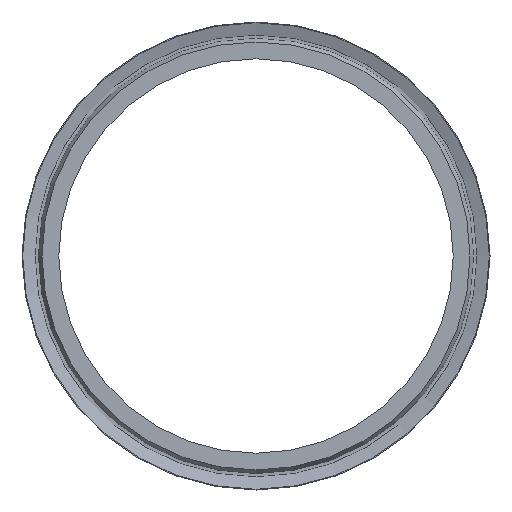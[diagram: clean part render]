
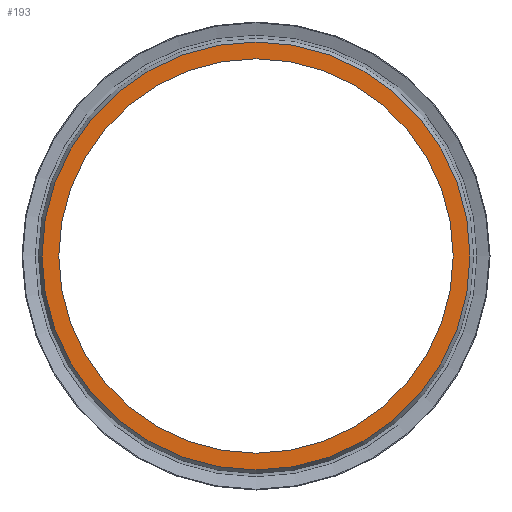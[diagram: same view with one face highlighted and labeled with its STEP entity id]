
A CAD part, left-side view. The second image highlights one B-rep face of the part: STEP entity #193.
In plain terms, the highlighted planar face has unit normal (-1, 0, 0).
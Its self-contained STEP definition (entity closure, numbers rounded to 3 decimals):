
#1 = EDGE_LOOP ( 'NONE', ( #199 ) ) ;
#11 = PLANE ( 'NONE',  #214 ) ;
#31 = DIRECTION ( 'NONE',  ( 0., 0., -1. ) ) ;
#43 = VERTEX_POINT ( 'NONE', #66 ) ;
#66 = CARTESIAN_POINT ( 'NONE',  ( -1.6, 0., -34.85 ) ) ;
#85 = CARTESIAN_POINT ( 'NONE',  ( -1.6, 0., -37.815 ) ) ;
#93 = DIRECTION ( 'NONE',  ( 1., 0., 0. ) ) ;
#113 = EDGE_LOOP ( 'NONE', ( #234 ) ) ;
#149 = AXIS2_PLACEMENT_3D ( 'NONE', #218, #260, #162 ) ;
#161 = CARTESIAN_POINT ( 'NONE',  ( -1.6, 36.332, 0. ) ) ;
#162 = DIRECTION ( 'NONE',  ( 0., 0., -1. ) ) ;
#166 = VERTEX_POINT ( 'NONE', #85 ) ;
#169 = EDGE_CURVE ( 'NONE', #166, #166, #184, .T. ) ;
#172 = EDGE_CURVE ( 'NONE', #43, #43, #292, .T. ) ;
#175 = FACE_OUTER_BOUND ( 'NONE', #1, .T. ) ;
#184 = CIRCLE ( 'NONE', #149, 37.815 ) ;
#191 = FACE_BOUND ( 'NONE', #113, .T. ) ;
#193 = ADVANCED_FACE ( 'NONE', ( #191, #175 ), #11, .T. ) ;
#199 = ORIENTED_EDGE ( 'NONE', *, *, #169, .T. ) ;
#214 = AXIS2_PLACEMENT_3D ( 'NONE', #161, #236, #215 ) ;
#215 = DIRECTION ( 'NONE',  ( 0., 0., 1. ) ) ;
#218 = CARTESIAN_POINT ( 'NONE',  ( -1.6, 0., 0. ) ) ;
#221 = AXIS2_PLACEMENT_3D ( 'NONE', #264, #93, #31 ) ;
#234 = ORIENTED_EDGE ( 'NONE', *, *, #172, .T. ) ;
#236 = DIRECTION ( 'NONE',  ( -1., 0., 0. ) ) ;
#260 = DIRECTION ( 'NONE',  ( -1., 0., 0. ) ) ;
#264 = CARTESIAN_POINT ( 'NONE',  ( -1.6, 0., 0. ) ) ;
#292 = CIRCLE ( 'NONE', #221, 34.85 ) ;
